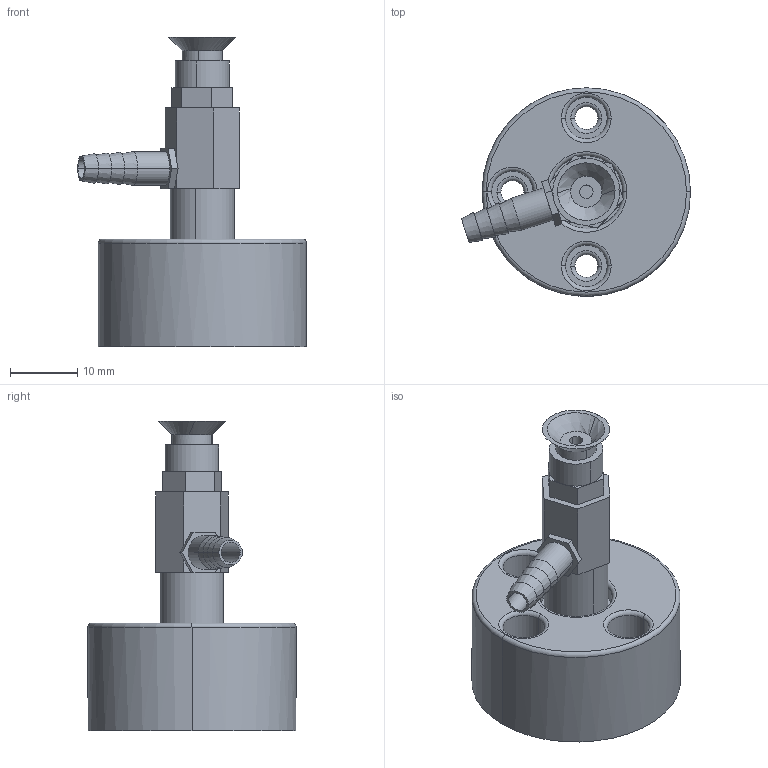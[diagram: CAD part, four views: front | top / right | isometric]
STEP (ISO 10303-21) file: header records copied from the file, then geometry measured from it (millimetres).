
FILE_DESCRIPTION (( 'STEP AP214' ), '1' );
FILE_NAME ('Single Suction Cup.STEP', '2022-04-01T04:22:28', ( '' ), ( '' ), 'SwSTEP 2.0', 'SolidWorks 2020', '' );
FILE_SCHEMA (( 'AUTOMOTIVE_DESIGN' ));
Length unit declared in the file: millimetre
Products named in the file (4): GanDauHutDon; Single Suction Cup; M5 x 10 Hex Bolt_M5 x 10 Hex Bolt; Suction Head
Assembly tree (3 placements, depth 2):
  Single Suction Cup
    GanDauHutDon
    Suction Head
    M5 x 10 Hex Bolt_M5 x 10 Hex Bolt
Bounding box: 34.07 x 31 x 46 mm (x, y, z)
Volume: 11326.5 mm3; surface area: 6530.7 mm2
Topology: 3 solids, 3 shells, 172 faces, 393 edges, 240 vertices
Faces by surface type: plane 76, cylinder 44, cone 26, torus 20, bspline 4, sphere 2
Entity records: 6333 total; most frequent: CARTESIAN_POINT 1425, DIRECTION 919, ORIENTED_EDGE 782, EDGE_CURVE 391, AXIS2_PLACEMENT_3D 364, VERTEX_POINT 240, EDGE_LOOP 197, LINE 191
